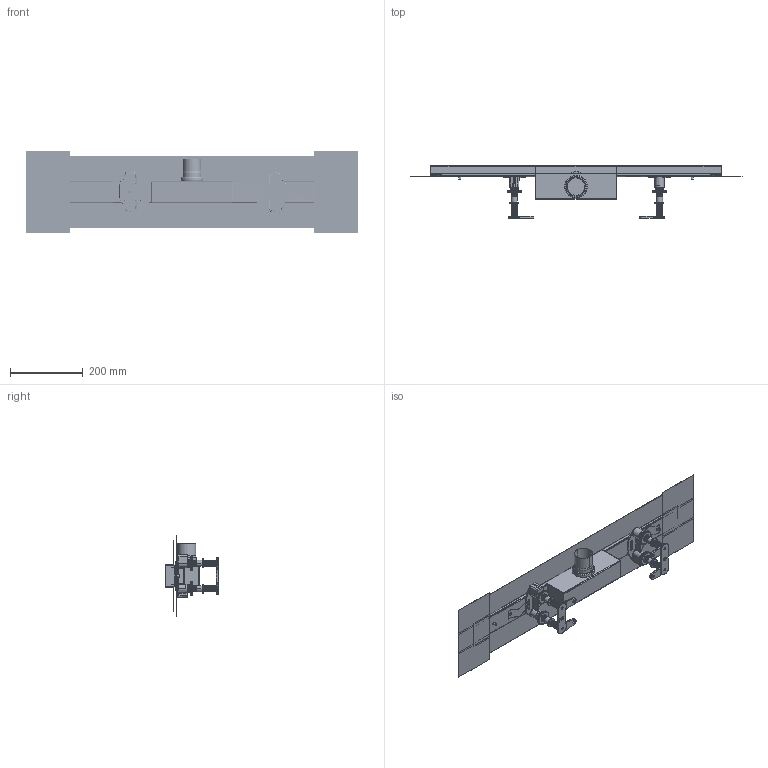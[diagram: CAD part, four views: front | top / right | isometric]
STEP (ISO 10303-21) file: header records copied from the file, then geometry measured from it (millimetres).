
FILE_DESCRIPTION(('CATIA V6 STEP','CAx-IF Rec.Pracs.--- Model Styling and Organization---1.5--- 2016-08-15','CAx-IF Rec.Pracs.---Supplemental Geometry---1.0---2011-11-01','CAx-IF Rec.Pracs.--- Composite Materials ---3.4---2017-06-13','CAx-IF Rec.Pracs.---Tessellated 3D Geometry---1.0---2015-12-17'),'2;1');
FILE_NAME('prd-HG-00224422.stp','2022-06-21T13:50:57+00:00',('none'),('none'),'3DEXPERIENCE Platform3DEXPERIENCE R2021x HotFix 8','3DEXPERIENCE Platform STEP AP242 v2','none');
FILE_SCHEMA(('AP242_MANAGED_MODEL_BASED_3D_ENGINEERING_MIM_LF {1 0 10303 442 1 1 4}'));
Products named in the file (15): P-2_HG_RainDrain_Comp.KS_800_DR_bef.Stand.; P-2_AA152-08-ASS_AF0_ASM; P-2_E0101011408_AF0_ASM; P-2_E01010114XX_2_AF1; P-2_E0101011408_1_AF0; P-2_COMPACT_50; P-2_LASSTIFT_UD_M6X8; P-2_E0106000040_AF33; P-2_E0106000041_ASM; P-2_E0106000041; P-2_E0106000041-2; P-2_SCHROEFCOMT800_ASM; P-2_E0102032308; P-2_E0104050014; V5_P_2_Stellfuss_Modulo
Assembly tree (22 placements, depth 4):
  P-2_HG_RainDrain_Comp.KS_800_DR_bef.Stand.
    P-2_AA152-08-ASS_AF0_ASM
      P-2_E0101011408_AF0_ASM
        P-2_E01010114XX_2_AF1
        P-2_E0101011408_1_AF0  x2
        P-2_COMPACT_50
        P-2_LASSTIFT_UD_M6X8  x2
      P-2_E0106000040_AF33  x2
      P-2_E0106000041_ASM  x2
        P-2_E0106000041
        P-2_E0106000041-2
    P-2_SCHROEFCOMT800_ASM
      P-2_E0102032308
      P-2_E0104050014  x4
    V5_P_2_Stellfuss_Modulo  x2
Bounding box: 915.05 x 145.75 x 225 mm (x, y, z)
Volume: 720603.3 mm3; surface area: 983969.7 mm2
Topology: 19 solids, 19 shells, 2152 faces, 5086 edges, 3006 vertices
Faces by surface type: bspline 560, cone 476, plane 405, torus 354, cylinder 345, sphere 8, extrusion 4
Entity records: 95943 total; most frequent: CARTESIAN_POINT 72850, ORIENTED_EDGE 5512, DIRECTION 3437, EDGE_CURVE 2756, AXIS2_PLACEMENT_3D 1726, VERTEX_POINT 1633, EDGE_LOOP 1203, ADVANCED_FACE 1163
